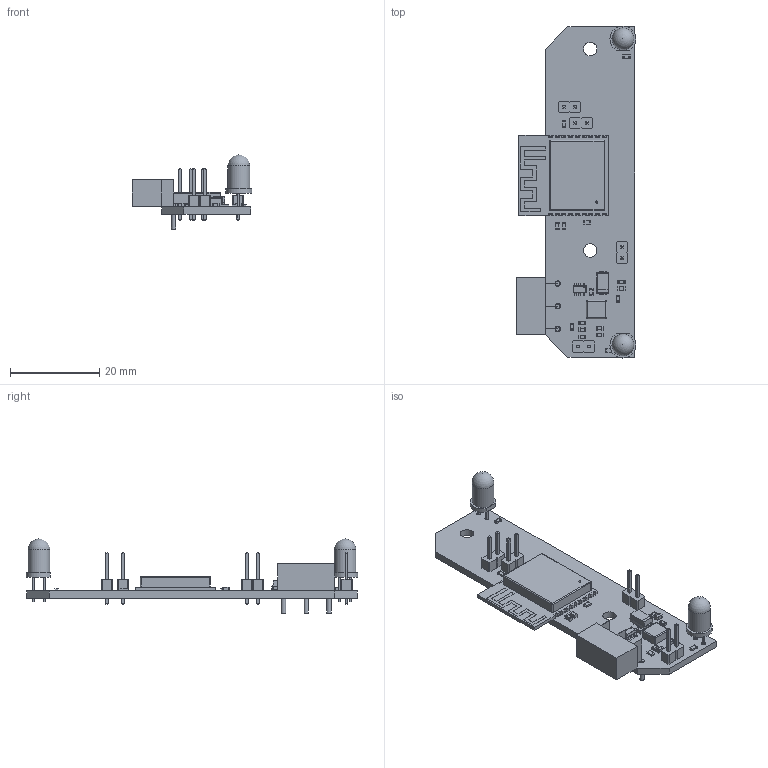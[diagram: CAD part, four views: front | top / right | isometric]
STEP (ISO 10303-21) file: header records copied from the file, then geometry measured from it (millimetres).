
FILE_DESCRIPTION(('KiCad electronic assembly'),'2;1');
FILE_NAME('ESPChipPCB_Controller.step','2025-07-01T19:47:32',('Pcbnew'), ('Kicad'),'Open CASCADE STEP processor 7.8','KiCad to STEP converter', 'Unknown');
FILE_SCHEMA(('AUTOMOTIVE_DESIGN { 1 0 10303 214 1 1 1 1 }'));
Length unit declared in the file: millimetre
Products named in the file (20): ESPChipPCB_Controller 1; R_0603_1608Metric; C_0603_1608Metric; LED_D5.0mm_Clear; PinHeader_1x02_P2.54mm_Vertical; PinHeader_1x02_P254mm_Vertical; 463092691402; ASSEMBLY; AP5100WG-7; L_Chilisin_BMRA00040420; D_SMA; ESP32-C3-WROOM-02; _autosave-ESPChipPCB_PCB
Assembly tree (37 placements, depth 3):
  ESPChipPCB_Controller 1
    R_0603_1608Metric  x8
      R_0603_1608Metric
    C_0603_1608Metric  x8
      C_0603_1608Metric
    LED_D5.0mm_Clear  x2
      LED_D5.0mm_Clear
    PinHeader_1x02_P2.54mm_Vertical  x4
      PinHeader_1x02_P254mm_Vertical
    463092691402
      ASSEMBLY
    AP5100WG-7
      ASSEMBLY
    L_Chilisin_BMRA00040420
      L_Chilisin_BMRA00040420
    D_SMA
      D_SMA
    ESP32-C3-WROOM-02
      ESP32-C3-WROOM-02
    _autosave-ESPChipPCB_PCB
Bounding box: 26.8 x 74.34 x 16.6 mm (x, y, z)
Volume: 4094.9 mm3; surface area: 6292.2 mm2
Topology: 69 solids, 69 shells, 1233 faces, 3030 edges, 1966 vertices
Faces by surface type: plane 951, cylinder 262, sphere 10, bspline 10
Full cylindrical faces by diameter (mm): 0.2 x13, 0.5 x1, 0.9 x4, 1 x11, 1.2 x3, 3 x2, 4.9 x2
Entity records: 23919 total; most frequent: CARTESIAN_POINT 3496, ORIENTED_EDGE 3280, DIRECTION 3273, EDGE_CURVE 1640, LINE 1385, VECTOR 1385, VERTEX_POINT 1071, AXIS2_PLACEMENT_3D 944
